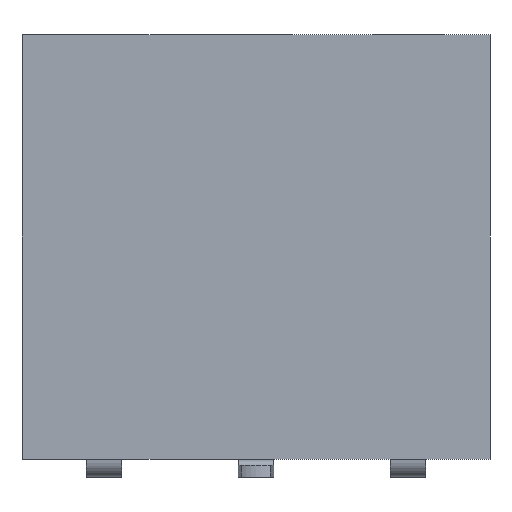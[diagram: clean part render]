
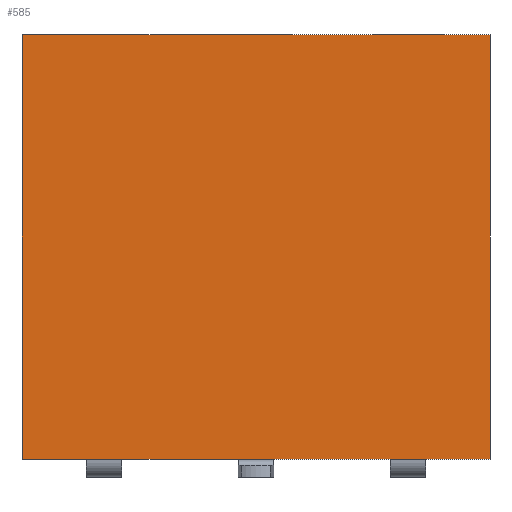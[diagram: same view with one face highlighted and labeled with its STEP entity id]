
A CAD part, front view. The second image highlights one B-rep face of the part: STEP entity #585.
In plain terms, the highlighted planar face has unit normal (0, -1, 0).
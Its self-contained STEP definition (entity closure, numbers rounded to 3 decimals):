
#62 = VERTEX_POINT('',#63);
#63 = CARTESIAN_POINT('',(3.91,-10.16,0.3));
#71 = EDGE_CURVE('',#62,#72,#74,.T.);
#72 = VERTEX_POINT('',#73);
#73 = CARTESIAN_POINT('',(3.91,-10.16,7.4));
#74 = LINE('',#75,#76);
#75 = CARTESIAN_POINT('',(3.91,-10.16,0.3));
#76 = VECTOR('',#77,1.);
#77 = DIRECTION('',(0.,0.,1.));
#134 = VERTEX_POINT('',#135);
#135 = CARTESIAN_POINT('',(-3.91,-10.16,7.4));
#141 = EDGE_CURVE('',#142,#134,#144,.T.);
#142 = VERTEX_POINT('',#143);
#143 = CARTESIAN_POINT('',(-3.91,-10.16,0.3));
#144 = LINE('',#145,#146);
#145 = CARTESIAN_POINT('',(-3.91,-10.16,0.3));
#146 = VECTOR('',#147,1.);
#147 = DIRECTION('',(0.,0.,1.));
#206 = EDGE_CURVE('',#134,#72,#207,.T.);
#207 = LINE('',#208,#209);
#208 = CARTESIAN_POINT('',(-3.91,-10.16,7.4));
#209 = VECTOR('',#210,1.);
#210 = DIRECTION('',(1.,0.,0.));
#330 = EDGE_CURVE('',#142,#62,#331,.T.);
#331 = LINE('',#332,#333);
#332 = CARTESIAN_POINT('',(-3.91,-10.16,0.3));
#333 = VECTOR('',#334,1.);
#334 = DIRECTION('',(1.,0.,0.));
#585 = ADVANCED_FACE('',(#586),#592,.F.);
#586 = FACE_BOUND('',#587,.F.);
#587 = EDGE_LOOP('',(#588,#589,#590,#591));
#588 = ORIENTED_EDGE('',*,*,#141,.T.);
#589 = ORIENTED_EDGE('',*,*,#206,.T.);
#590 = ORIENTED_EDGE('',*,*,#71,.F.);
#591 = ORIENTED_EDGE('',*,*,#330,.F.);
#592 = PLANE('',#593);
#593 = AXIS2_PLACEMENT_3D('',#594,#595,#596);
#594 = CARTESIAN_POINT('',(-3.91,-10.16,0.3));
#595 = DIRECTION('',(0.,1.,0.));
#596 = DIRECTION('',(1.,0.,0.));
